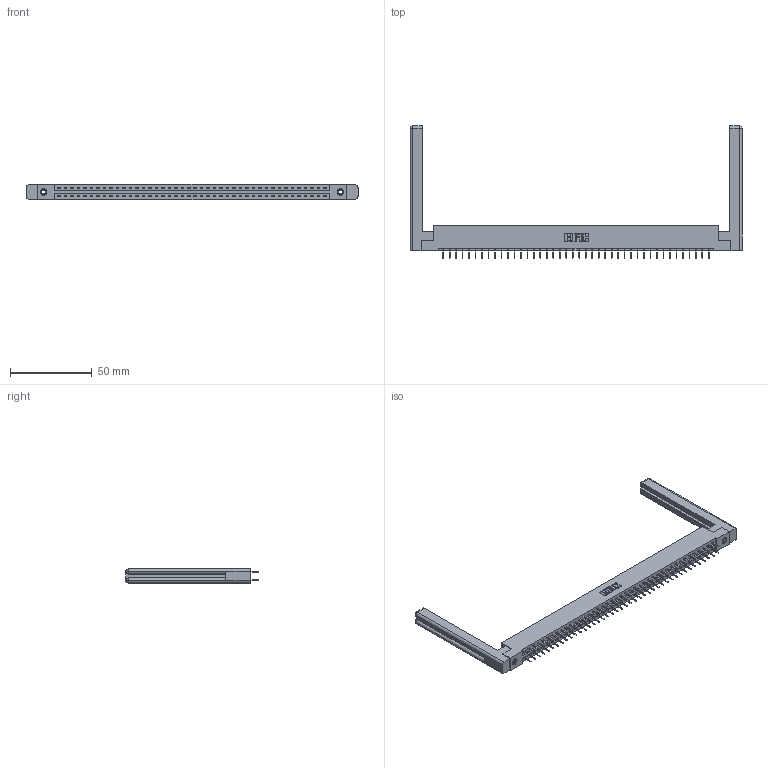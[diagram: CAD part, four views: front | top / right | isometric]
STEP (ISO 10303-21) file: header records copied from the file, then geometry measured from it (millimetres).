
FILE_DESCRIPTION (( 'STEP AP203' ), '1' );
FILE_NAME ('337-084-524-258.STEP', '2019-10-10T13:55:14', ( '' ), ( '' ), 'SwSTEP 2.0', 'SolidWorks 2016', '' );
FILE_SCHEMA (( 'CONFIG_CONTROL_DESIGN' ));
Length unit declared in the file: inch
Products named in the file (5): 337-084-524-258; 345-250-001_345-250-001-102; 337 Part_Flush Mounting Lugs - 0.156 Dia-TI; 307-220-058; 345-292-001_345-293-124
Assembly tree (89 placements, depth 2):
  337-084-524-258
    337 Part_Flush Mounting Lugs - 0.156 Dia-TI
    345-292-001_345-293-124  x84
    345-250-001_345-250-001-102  x2
    307-220-058  x2
Bounding box: 203.05 x 80.78 x 9.4 mm (x, y, z)
Volume: 28414 mm3; surface area: 28700.7 mm2
Topology: 89 solids, 89 shells, 5128 faces, 14525 edges, 9334 vertices
Faces by surface type: plane 3850, cylinder 1254, cone 12, torus 12
Entity records: 35272 total; most frequent: CARTESIAN_POINT 5949, ORIENTED_EDGE 5824, DIRECTION 5076, EDGE_CURVE 2912, LINE 2740, VECTOR 2740, VERTEX_POINT 1930, AXIS2_PLACEMENT_3D 1168
